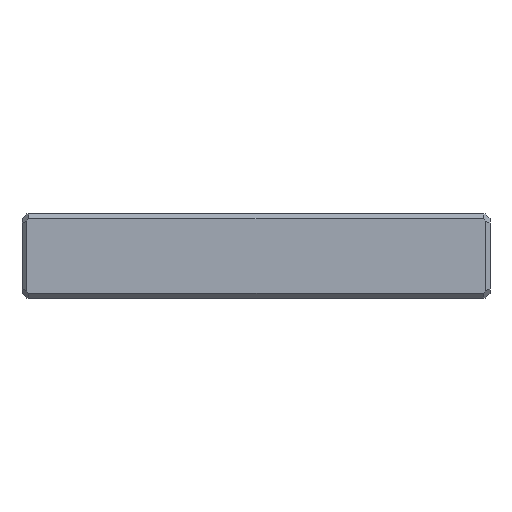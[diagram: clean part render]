
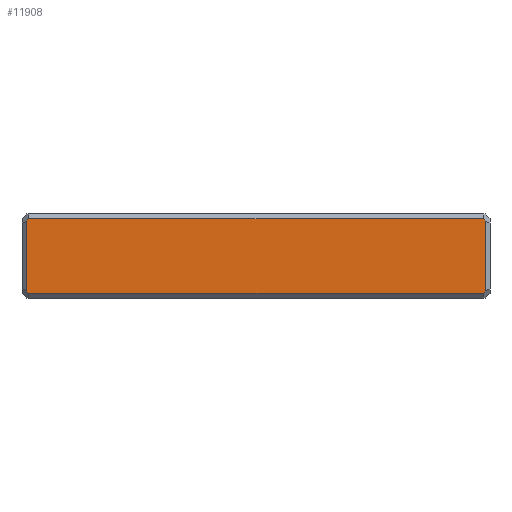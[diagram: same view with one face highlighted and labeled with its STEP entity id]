
A CAD part, front view. The second image highlights one B-rep face of the part: STEP entity #11908.
In plain terms, the highlighted planar face has unit normal (0, -1, 0).
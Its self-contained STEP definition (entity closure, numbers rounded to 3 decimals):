
#9305=FACE_OUTER_BOUND('',#19858,.T.);
#11908=ADVANCED_FACE('',(#9305),#14816,.T.);
#14816=PLANE('',#62777);
#19858=EDGE_LOOP('',(#23481,#23482,#23483,#23484,#23485,#23486,#23487,#23488));
#23481=ORIENTED_EDGE('',*,*,#44301,.T.);
#23482=ORIENTED_EDGE('',*,*,#44302,.F.);
#23483=ORIENTED_EDGE('',*,*,#44303,.T.);
#23484=ORIENTED_EDGE('',*,*,#44304,.T.);
#23485=ORIENTED_EDGE('',*,*,#44305,.T.);
#23486=ORIENTED_EDGE('',*,*,#44306,.F.);
#23487=ORIENTED_EDGE('',*,*,#44307,.T.);
#23488=ORIENTED_EDGE('',*,*,#44308,.T.);
#39033=VERTEX_POINT('',#80079);
#39034=VERTEX_POINT('',#80080);
#39035=VERTEX_POINT('',#80082);
#39036=VERTEX_POINT('',#80084);
#39037=VERTEX_POINT('',#80086);
#39038=VERTEX_POINT('',#80088);
#39039=VERTEX_POINT('',#80090);
#39040=VERTEX_POINT('',#80092);
#44301=EDGE_CURVE('',#39033,#39034,#51993,.T.);
#44302=EDGE_CURVE('',#39035,#39034,#51994,.T.);
#44303=EDGE_CURVE('',#39035,#39036,#51995,.T.);
#44304=EDGE_CURVE('',#39036,#39037,#51996,.T.);
#44305=EDGE_CURVE('',#39037,#39038,#51997,.T.);
#44306=EDGE_CURVE('',#39039,#39038,#51998,.T.);
#44307=EDGE_CURVE('',#39039,#39040,#51999,.T.);
#44308=EDGE_CURVE('',#39040,#39033,#52000,.T.);
#51993=LINE('',#80078,#57429);
#51994=LINE('',#80081,#57430);
#51995=LINE('',#80083,#57431);
#51996=LINE('',#80085,#57432);
#51997=LINE('',#80087,#57433);
#51998=LINE('',#80089,#57434);
#51999=LINE('',#80091,#57435);
#52000=LINE('',#80093,#57436);
#57429=VECTOR('',#66636,1.);
#57430=VECTOR('',#66637,1.);
#57431=VECTOR('',#66638,1.);
#57432=VECTOR('',#66639,1.);
#57433=VECTOR('',#66640,1.);
#57434=VECTOR('',#66641,1.);
#57435=VECTOR('',#66642,1.);
#57436=VECTOR('',#66643,1.);
#62777=AXIS2_PLACEMENT_3D('',#80094,#66644,#66645);
#66636=DIRECTION('',(-1.,0.,0.));
#66637=DIRECTION('',(0.577,0.,0.816));
#66638=DIRECTION('',(0.,0.,-1.));
#66639=DIRECTION('',(0.577,0.,-0.816));
#66640=DIRECTION('',(1.,0.,0.));
#66641=DIRECTION('',(-0.577,0.,-0.816));
#66642=DIRECTION('',(0.,0.,1.));
#66643=DIRECTION('',(-0.577,0.,0.816));
#66644=DIRECTION('',(0.,-1.,0.));
#66645=DIRECTION('',(1.,0.,0.));
#80078=CARTESIAN_POINT('',(-25.,-4.5,4.));
#80079=CARTESIAN_POINT('',(24.3,-4.5,4.));
#80080=CARTESIAN_POINT('',(-24.3,-4.5,4.));
#80081=CARTESIAN_POINT('',(-24.582,-4.5,3.601));
#80082=CARTESIAN_POINT('',(-24.5,-4.5,3.717));
#80083=CARTESIAN_POINT('',(-24.5,-4.5,-4.));
#80084=CARTESIAN_POINT('',(-24.5,-4.5,-3.717));
#80085=CARTESIAN_POINT('',(-28.54,-4.5,1.997));
#80086=CARTESIAN_POINT('',(-24.3,-4.5,-4.));
#80087=CARTESIAN_POINT('',(-25.,-4.5,-4.));
#80088=CARTESIAN_POINT('',(24.3,-4.5,-4.));
#80089=CARTESIAN_POINT('',(24.582,-4.5,-3.601));
#80090=CARTESIAN_POINT('',(24.5,-4.5,-3.717));
#80091=CARTESIAN_POINT('',(24.5,-4.5,4.5));
#80092=CARTESIAN_POINT('',(24.5,-4.5,3.717));
#80093=CARTESIAN_POINT('',(7.631,-4.5,27.574));
#80094=CARTESIAN_POINT('',(-25.,-4.5,4.5));
